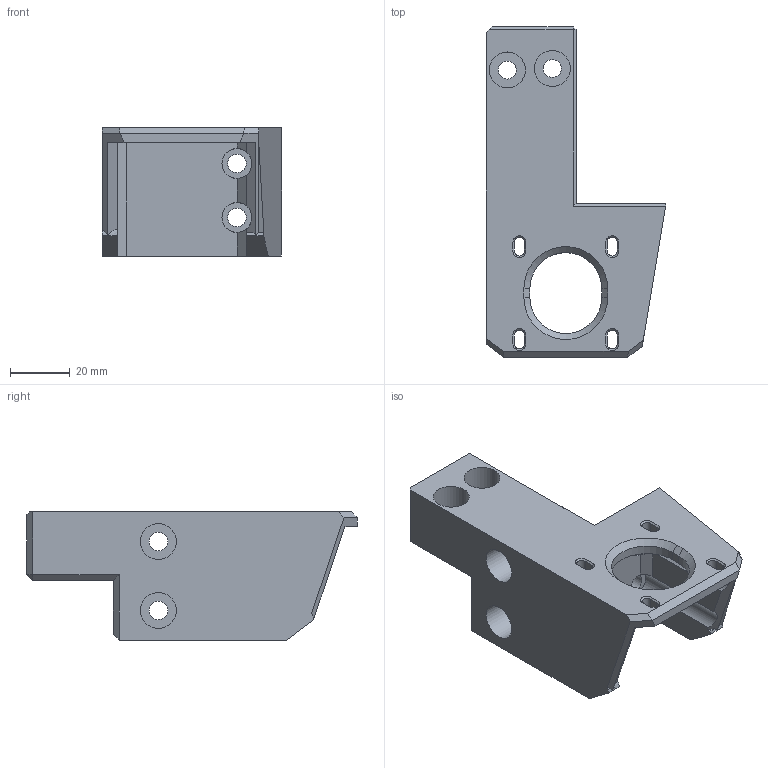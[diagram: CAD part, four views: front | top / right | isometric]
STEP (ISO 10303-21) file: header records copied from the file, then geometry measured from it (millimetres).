
FILE_DESCRIPTION(/* description */ ('lead_screw_motor_cage_back'),/* implementation_level */ '2;1');
FILE_NAME(/* name */ '[new] lead_screw_motor_cage_back.step',/* time_stamp */ '2022-07-01T22:22:05+08:00',/* author */ ('user'),/* organization */ (''),/* preprocessor_version */ 'ST-DEVELOPER v19',/* originating_system */ 'Autodesk Inventor 2023',/* authorisation */ '');
FILE_SCHEMA (('AUTOMOTIVE_DESIGN { 1 0 10303 214 3 1 1 }'));
Length unit declared in the file: millimetre
Products named in the file (1): lead_screw_motor_cage_back
Bounding box: 59.82 x 110.5 x 43 mm (x, y, z)
Volume: 89818.2 mm3; surface area: 26372.8 mm2
Topology: 1 solids, 1 shells, 110 faces, 274 edges, 170 vertices
Faces by surface type: plane 74, cylinder 22, cone 10, bspline 4
Full cylindrical faces by diameter (mm): 6 x2, 6.2 x4, 10 x2, 12 x4
Entity records: 3324 total; most frequent: CARTESIAN_POINT 575, DIRECTION 558, ORIENTED_EDGE 548, EDGE_CURVE 274, LINE 204, VECTOR 204, AXIS2_PLACEMENT_3D 177, VERTEX_POINT 170
